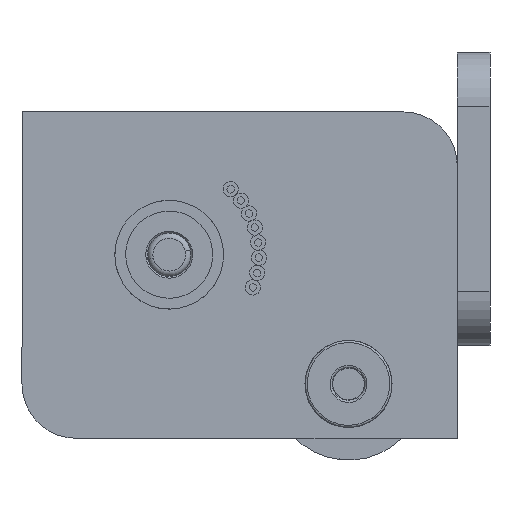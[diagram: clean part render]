
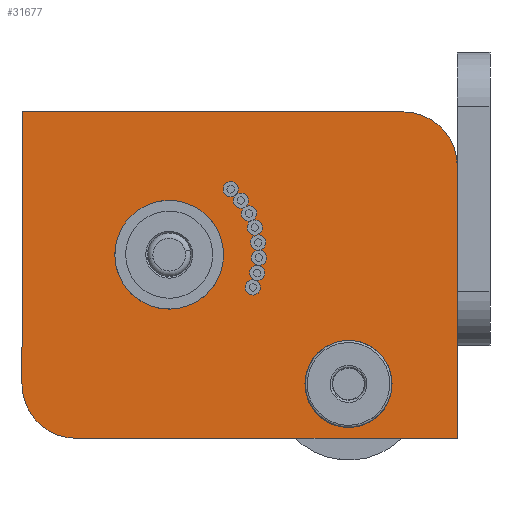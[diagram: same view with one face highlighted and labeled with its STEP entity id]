
A CAD part, left-side view. The second image highlights one B-rep face of the part: STEP entity #31677.
In plain terms, the highlighted face is planar.
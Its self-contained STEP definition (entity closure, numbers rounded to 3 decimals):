
#711 = EDGE_CURVE ( 'NONE', #31478, #34122, #41751, .T. ) ;
#1602 = DIRECTION ( 'NONE',  ( 0., 0., 1. ) ) ;
#2107 = ORIENTED_EDGE ( 'NONE', *, *, #2466, .T. ) ;
#2466 = EDGE_CURVE ( 'NONE', #17897, #21542, #2717, .T. ) ;
#2700 = PLANE ( 'NONE',  #30624 ) ;
#2717 = LINE ( 'NONE', #43155, #39708 ) ;
#3130 = VERTEX_POINT ( 'NONE', #24139 ) ;
#3354 = AXIS2_PLACEMENT_3D ( 'NONE', #6371, #34430, #20497 ) ;
#3884 = CARTESIAN_POINT ( 'NONE',  ( 0., 4., -35. ) ) ;
#4330 = VECTOR ( 'NONE', #40183, 1000. ) ;
#4742 = ORIENTED_EDGE ( 'NONE', *, *, #18137, .T. ) ;
#5890 = ORIENTED_EDGE ( 'NONE', *, *, #36254, .F. ) ;
#5979 = CARTESIAN_POINT ( 'NONE',  ( 30., 4., -40. ) ) ;
#6042 = CARTESIAN_POINT ( 'NONE',  ( 0., 4., 0. ) ) ;
#6064 = FACE_OUTER_BOUND ( 'NONE', #11231, .T. ) ;
#6371 = CARTESIAN_POINT ( 'NONE',  ( 25., 4., -5. ) ) ;
#6697 = VERTEX_POINT ( 'NONE', #7724 ) ;
#7328 = EDGE_CURVE ( 'NONE', #34122, #17897, #34928, .T. ) ;
#7724 = CARTESIAN_POINT ( 'NONE',  ( 30., 4., -5. ) ) ;
#9186 = EDGE_CURVE ( 'NONE', #6697, #3130, #16963, .T. ) ;
#9285 = AXIS2_PLACEMENT_3D ( 'NONE', #25380, #39080, #1602 ) ;
#9494 = CARTESIAN_POINT ( 'NONE',  ( 16.873, 4., -21.474 ) ) ;
#9795 = ORIENTED_EDGE ( 'NONE', *, *, #711, .T. ) ;
#10300 = CARTESIAN_POINT ( 'NONE',  ( 5., 4., -10. ) ) ;
#10802 = DIRECTION ( 'NONE',  ( 0., 1., 0. ) ) ;
#10962 = ORIENTED_EDGE ( 'NONE', *, *, #36511, .F. ) ;
#11231 = EDGE_LOOP ( 'NONE', ( #2107, #4742, #32615, #13967, #9795, #21822 ) ) ;
#11507 = CARTESIAN_POINT ( 'NONE',  ( 5., 4., -40. ) ) ;
#13281 = DIRECTION ( 'NONE',  ( 1., 0., 0. ) ) ;
#13658 = DIRECTION ( 'NONE',  ( 0., 0., 1. ) ) ;
#13795 = CARTESIAN_POINT ( 'NONE',  ( 16.873, 4., -31.474 ) ) ;
#13929 = CARTESIAN_POINT ( 'NONE',  ( 5., 4., -10. ) ) ;
#13967 = ORIENTED_EDGE ( 'NONE', *, *, #42253, .T. ) ;
#14566 = DIRECTION ( 'NONE',  ( 0., 0., -1. ) ) ;
#15219 = VECTOR ( 'NONE', #16305, 1000. ) ;
#15782 = EDGE_LOOP ( 'NONE', ( #10962, #36579 ) ) ;
#16305 = DIRECTION ( 'NONE',  ( 0., 0., -1. ) ) ;
#16487 = VERTEX_POINT ( 'NONE', #13795 ) ;
#16821 = VERTEX_POINT ( 'NONE', #9494 ) ;
#16840 = EDGE_CURVE ( 'NONE', #16821, #16487, #40403, .T. ) ;
#16963 = LINE ( 'NONE', #5979, #15219 ) ;
#17897 = VERTEX_POINT ( 'NONE', #43002 ) ;
#18006 = VERTEX_POINT ( 'NONE', #29075 ) ;
#18137 = EDGE_CURVE ( 'NONE', #21542, #6697, #25552, .T. ) ;
#19759 = FACE_BOUND ( 'NONE', #15782, .T. ) ;
#20497 = DIRECTION ( 'NONE',  ( 0., 0., 1. ) ) ;
#20590 = VECTOR ( 'NONE', #25416, 1000. ) ;
#21293 = DIRECTION ( 'NONE',  ( 0., 0., 1. ) ) ;
#21504 = AXIS2_PLACEMENT_3D ( 'NONE', #13929, #37674, #21293 ) ;
#21542 = VERTEX_POINT ( 'NONE', #28765 ) ;
#21822 = ORIENTED_EDGE ( 'NONE', *, *, #7328, .T. ) ;
#22360 = AXIS2_PLACEMENT_3D ( 'NONE', #28497, #10802, #24473 ) ;
#22898 = CIRCLE ( 'NONE', #21504, 4. ) ;
#23916 = AXIS2_PLACEMENT_3D ( 'NONE', #33281, #29014, #33483 ) ;
#24139 = CARTESIAN_POINT ( 'NONE',  ( 30., 4., -40. ) ) ;
#24255 = CIRCLE ( 'NONE', #26436, 4. ) ;
#24473 = DIRECTION ( 'NONE',  ( 0., 0., -1. ) ) ;
#25380 = CARTESIAN_POINT ( 'NONE',  ( 16.873, 4., -26.474 ) ) ;
#25416 = DIRECTION ( 'NONE',  ( -1., 0., 0. ) ) ;
#25552 = CIRCLE ( 'NONE', #3354, 5. ) ;
#26436 = AXIS2_PLACEMENT_3D ( 'NONE', #10300, #31155, #13658 ) ;
#28434 = CARTESIAN_POINT ( 'NONE',  ( 5., 4., -35. ) ) ;
#28497 = CARTESIAN_POINT ( 'NONE',  ( 5., 4., -35. ) ) ;
#28765 = CARTESIAN_POINT ( 'NONE',  ( 25., 4., 0. ) ) ;
#29014 = DIRECTION ( 'NONE',  ( 0., 1., 0. ) ) ;
#29075 = CARTESIAN_POINT ( 'NONE',  ( 5., 4., -14. ) ) ;
#29527 = CARTESIAN_POINT ( 'NONE',  ( 5., 4., -6. ) ) ;
#30170 = VERTEX_POINT ( 'NONE', #29527 ) ;
#30624 = AXIS2_PLACEMENT_3D ( 'NONE', #28434, #34737, #14566 ) ;
#31155 = DIRECTION ( 'NONE',  ( 0., 1., 0. ) ) ;
#31478 = VERTEX_POINT ( 'NONE', #11507 ) ;
#31677 = ADVANCED_FACE ( 'NONE', ( #6064, #19759, #33454 ), #2700, .F. ) ;
#32615 = ORIENTED_EDGE ( 'NONE', *, *, #9186, .T. ) ;
#33281 = CARTESIAN_POINT ( 'NONE',  ( 16.873, 4., -26.474 ) ) ;
#33454 = FACE_BOUND ( 'NONE', #35903, .T. ) ;
#33483 = DIRECTION ( 'NONE',  ( 0., 0., 1. ) ) ;
#33658 = EDGE_CURVE ( 'NONE', #30170, #18006, #24255, .T. ) ;
#34122 = VERTEX_POINT ( 'NONE', #3884 ) ;
#34430 = DIRECTION ( 'NONE',  ( 0., 1., 0. ) ) ;
#34737 = DIRECTION ( 'NONE',  ( 0., -1., 0. ) ) ;
#34928 = LINE ( 'NONE', #6042, #4330 ) ;
#35722 = ORIENTED_EDGE ( 'NONE', *, *, #16840, .F. ) ;
#35903 = EDGE_LOOP ( 'NONE', ( #5890, #35722 ) ) ;
#35953 = CARTESIAN_POINT ( 'NONE',  ( 5., 4., -40. ) ) ;
#36254 = EDGE_CURVE ( 'NONE', #16487, #16821, #42976, .T. ) ;
#36511 = EDGE_CURVE ( 'NONE', #18006, #30170, #22898, .T. ) ;
#36579 = ORIENTED_EDGE ( 'NONE', *, *, #33658, .F. ) ;
#37674 = DIRECTION ( 'NONE',  ( 0., 1., 0. ) ) ;
#39080 = DIRECTION ( 'NONE',  ( 0., 1., 0. ) ) ;
#39708 = VECTOR ( 'NONE', #13281, 1000. ) ;
#40183 = DIRECTION ( 'NONE',  ( 0., 0., 1. ) ) ;
#40403 = CIRCLE ( 'NONE', #23916, 5. ) ;
#41751 = CIRCLE ( 'NONE', #22360, 5. ) ;
#42253 = EDGE_CURVE ( 'NONE', #3130, #31478, #42925, .T. ) ;
#42925 = LINE ( 'NONE', #35953, #20590 ) ;
#42976 = CIRCLE ( 'NONE', #9285, 5. ) ;
#43002 = CARTESIAN_POINT ( 'NONE',  ( 0., 4., 0. ) ) ;
#43155 = CARTESIAN_POINT ( 'NONE',  ( 25., 4., 0. ) ) ;
